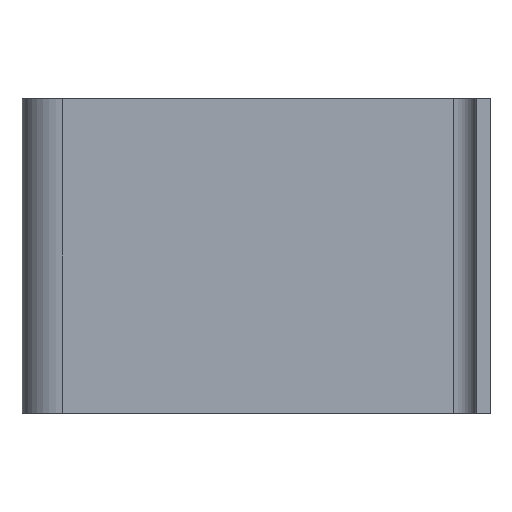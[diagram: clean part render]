
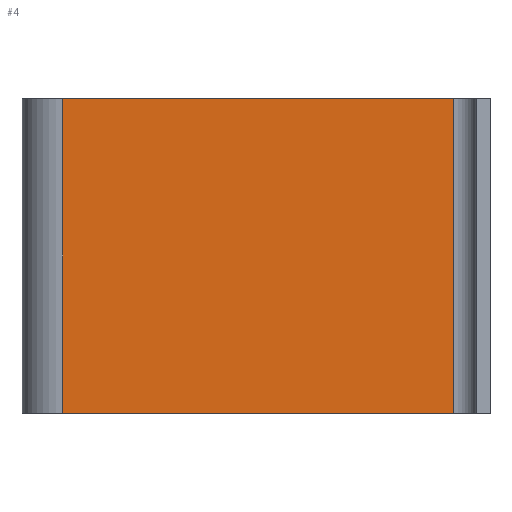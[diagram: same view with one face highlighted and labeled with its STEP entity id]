
A CAD part, left-side view. The second image highlights one B-rep face of the part: STEP entity #4.
In plain terms, the highlighted planar face has unit normal (-1, 0, 0).
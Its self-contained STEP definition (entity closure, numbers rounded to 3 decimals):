
#4 = ADVANCED_FACE ( 'NONE', ( #7 ), #745, .F. ) ;
#7 = FACE_OUTER_BOUND ( 'NONE', #478, .T. ) ;
#9 = CARTESIAN_POINT ( 'NONE',  ( 0.885, 0.402, 1.75 ) ) ;
#40 = VECTOR ( 'NONE', #526, 1000. ) ;
#70 = VERTEX_POINT ( 'NONE', #921 ) ;
#98 = VECTOR ( 'NONE', #521, 1000. ) ;
#135 = CARTESIAN_POINT ( 'NONE',  ( 0.885, 0.402, 1.75 ) ) ;
#161 = CARTESIAN_POINT ( 'NONE',  ( 0.885, 4.758, 1.75 ) ) ;
#184 = LINE ( 'NONE', #189, #98 ) ;
#189 = CARTESIAN_POINT ( 'NONE',  ( 0.885, 4.758, -1.75 ) ) ;
#228 = DIRECTION ( 'NONE',  ( 0., 1., 0. ) ) ;
#272 = EDGE_CURVE ( 'NONE', #751, #482, #928, .T. ) ;
#327 = ORIENTED_EDGE ( 'NONE', *, *, #881, .F. ) ;
#478 = EDGE_LOOP ( 'NONE', ( #872, #929, #327, #1044 ) ) ;
#482 = VERTEX_POINT ( 'NONE', #1003 ) ;
#512 = EDGE_CURVE ( 'NONE', #535, #482, #184, .T. ) ;
#521 = DIRECTION ( 'NONE',  ( 0., -1., 0. ) ) ;
#526 = DIRECTION ( 'NONE',  ( 0., 0., -1. ) ) ;
#535 = VERTEX_POINT ( 'NONE', #692 ) ;
#545 = DIRECTION ( 'NONE',  ( 0., 0., -1. ) ) ;
#600 = LINE ( 'NONE', #837, #40 ) ;
#609 = AXIS2_PLACEMENT_3D ( 'NONE', #161, #955, #228 ) ;
#690 = DIRECTION ( 'NONE',  ( 0., -1., 0. ) ) ;
#692 = CARTESIAN_POINT ( 'NONE',  ( 0.885, 4.758, -1.75 ) ) ;
#745 = PLANE ( 'NONE',  #609 ) ;
#751 = VERTEX_POINT ( 'NONE', #9 ) ;
#775 = LINE ( 'NONE', #913, #970 ) ;
#837 = CARTESIAN_POINT ( 'NONE',  ( 0.885, 4.758, 1.75 ) ) ;
#872 = ORIENTED_EDGE ( 'NONE', *, *, #512, .T. ) ;
#881 = EDGE_CURVE ( 'NONE', #70, #751, #775, .T. ) ;
#913 = CARTESIAN_POINT ( 'NONE',  ( 0.885, 4.758, 1.75 ) ) ;
#921 = CARTESIAN_POINT ( 'NONE',  ( 0.885, 4.758, 1.75 ) ) ;
#928 = LINE ( 'NONE', #135, #1028 ) ;
#929 = ORIENTED_EDGE ( 'NONE', *, *, #272, .F. ) ;
#948 = EDGE_CURVE ( 'NONE', #70, #535, #600, .T. ) ;
#955 = DIRECTION ( 'NONE',  ( 1., 0., 0. ) ) ;
#970 = VECTOR ( 'NONE', #690, 1000. ) ;
#1003 = CARTESIAN_POINT ( 'NONE',  ( 0.885, 0.402, -1.75 ) ) ;
#1028 = VECTOR ( 'NONE', #545, 1000. ) ;
#1044 = ORIENTED_EDGE ( 'NONE', *, *, #948, .T. ) ;
